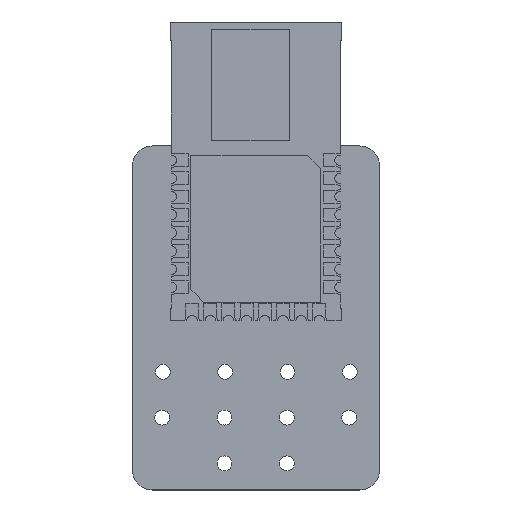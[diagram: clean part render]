
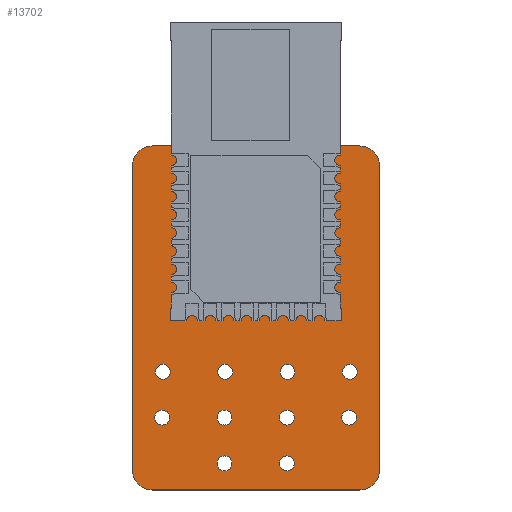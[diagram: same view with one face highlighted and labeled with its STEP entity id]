
A CAD part, top view. The second image highlights one B-rep face of the part: STEP entity #13702.
In plain terms, the highlighted planar face has unit normal (0, 0, 1).
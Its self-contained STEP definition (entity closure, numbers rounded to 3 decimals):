
#13443 = VERTEX_POINT('',#13444);
#13444 = CARTESIAN_POINT('',(64.976,-59.25,1.51));
#13450 = EDGE_CURVE('',#13443,#13451,#13453,.T.);
#13451 = VERTEX_POINT('',#13452);
#13452 = CARTESIAN_POINT('',(66.476,-60.75,1.51));
#13453 = CIRCLE('',#13454,1.5);
#13454 = AXIS2_PLACEMENT_3D('',#13455,#13456,#13457);
#13455 = CARTESIAN_POINT('',(64.976,-60.75,1.51));
#13456 = DIRECTION('',(0.,0.,-1.));
#13457 = DIRECTION('',(0.,1.,0.));
#13485 = VERTEX_POINT('',#13486);
#13486 = CARTESIAN_POINT('',(48.976,-59.25,1.51));
#13492 = EDGE_CURVE('',#13485,#13443,#13493,.T.);
#13493 = LINE('',#13494,#13495);
#13494 = CARTESIAN_POINT('',(48.976,-59.25,1.51));
#13495 = VECTOR('',#13496,1.);
#13496 = DIRECTION('',(1.,0.,0.));
#13514 = EDGE_CURVE('',#13451,#13515,#13517,.T.);
#13515 = VERTEX_POINT('',#13516);
#13516 = CARTESIAN_POINT('',(66.476,-84.25,1.51));
#13517 = LINE('',#13518,#13519);
#13518 = CARTESIAN_POINT('',(66.476,-60.75,1.51));
#13519 = VECTOR('',#13520,1.);
#13520 = DIRECTION('',(0.,-1.,0.));
#13702 = ADVANCED_FACE('',(#13703,#13749,#13760,#13771,#13782,#13793,
    #13804,#13815,#13826,#13837,#13848),#13859,.T.);
#13703 = FACE_BOUND('',#13704,.T.);
#13704 = EDGE_LOOP('',(#13705,#13706,#13707,#13716,#13724,#13733,#13741,
    #13748));
#13705 = ORIENTED_EDGE('',*,*,#13450,.F.);
#13706 = ORIENTED_EDGE('',*,*,#13492,.F.);
#13707 = ORIENTED_EDGE('',*,*,#13708,.F.);
#13708 = EDGE_CURVE('',#13709,#13485,#13711,.T.);
#13709 = VERTEX_POINT('',#13710);
#13710 = CARTESIAN_POINT('',(47.476,-60.75,1.51));
#13711 = CIRCLE('',#13712,1.5);
#13712 = AXIS2_PLACEMENT_3D('',#13713,#13714,#13715);
#13713 = CARTESIAN_POINT('',(48.976,-60.75,1.51));
#13714 = DIRECTION('',(0.,0.,-1.));
#13715 = DIRECTION('',(-1.,0.,0.));
#13716 = ORIENTED_EDGE('',*,*,#13717,.F.);
#13717 = EDGE_CURVE('',#13718,#13709,#13720,.T.);
#13718 = VERTEX_POINT('',#13719);
#13719 = CARTESIAN_POINT('',(47.476,-84.25,1.51));
#13720 = LINE('',#13721,#13722);
#13721 = CARTESIAN_POINT('',(47.476,-84.25,1.51));
#13722 = VECTOR('',#13723,1.);
#13723 = DIRECTION('',(0.,1.,0.));
#13724 = ORIENTED_EDGE('',*,*,#13725,.F.);
#13725 = EDGE_CURVE('',#13726,#13718,#13728,.T.);
#13726 = VERTEX_POINT('',#13727);
#13727 = CARTESIAN_POINT('',(48.976,-85.75,1.51));
#13728 = CIRCLE('',#13729,1.5);
#13729 = AXIS2_PLACEMENT_3D('',#13730,#13731,#13732);
#13730 = CARTESIAN_POINT('',(48.976,-84.25,1.51));
#13731 = DIRECTION('',(0.,0.,-1.));
#13732 = DIRECTION('',(0.,-1.,-0.));
#13733 = ORIENTED_EDGE('',*,*,#13734,.F.);
#13734 = EDGE_CURVE('',#13735,#13726,#13737,.T.);
#13735 = VERTEX_POINT('',#13736);
#13736 = CARTESIAN_POINT('',(64.976,-85.75,1.51));
#13737 = LINE('',#13738,#13739);
#13738 = CARTESIAN_POINT('',(64.976,-85.75,1.51));
#13739 = VECTOR('',#13740,1.);
#13740 = DIRECTION('',(-1.,0.,0.));
#13741 = ORIENTED_EDGE('',*,*,#13742,.F.);
#13742 = EDGE_CURVE('',#13515,#13735,#13743,.T.);
#13743 = CIRCLE('',#13744,1.5);
#13744 = AXIS2_PLACEMENT_3D('',#13745,#13746,#13747);
#13745 = CARTESIAN_POINT('',(64.976,-84.25,1.51));
#13746 = DIRECTION('',(0.,0.,-1.));
#13747 = DIRECTION('',(1.,0.,0.));
#13748 = ORIENTED_EDGE('',*,*,#13514,.F.);
#13749 = FACE_BOUND('',#13750,.T.);
#13750 = EDGE_LOOP('',(#13751));
#13751 = ORIENTED_EDGE('',*,*,#13752,.T.);
#13752 = EDGE_CURVE('',#13753,#13753,#13755,.T.);
#13753 = VERTEX_POINT('',#13754);
#13754 = CARTESIAN_POINT('',(54.55,-84.275,1.51));
#13755 = CIRCLE('',#13756,0.575);
#13756 = AXIS2_PLACEMENT_3D('',#13757,#13758,#13759);
#13757 = CARTESIAN_POINT('',(54.55,-83.7,1.51));
#13758 = DIRECTION('',(-0.,0.,-1.));
#13759 = DIRECTION('',(-0.,-1.,0.));
#13760 = FACE_BOUND('',#13761,.T.);
#13761 = EDGE_LOOP('',(#13762));
#13762 = ORIENTED_EDGE('',*,*,#13763,.T.);
#13763 = EDGE_CURVE('',#13764,#13764,#13766,.T.);
#13764 = VERTEX_POINT('',#13765);
#13765 = CARTESIAN_POINT('',(59.35,-84.275,1.51));
#13766 = CIRCLE('',#13767,0.575);
#13767 = AXIS2_PLACEMENT_3D('',#13768,#13769,#13770);
#13768 = CARTESIAN_POINT('',(59.35,-83.7,1.51));
#13769 = DIRECTION('',(-0.,0.,-1.));
#13770 = DIRECTION('',(0.,-1.,-0.));
#13771 = FACE_BOUND('',#13772,.T.);
#13772 = EDGE_LOOP('',(#13773));
#13773 = ORIENTED_EDGE('',*,*,#13774,.T.);
#13774 = EDGE_CURVE('',#13775,#13775,#13777,.T.);
#13775 = VERTEX_POINT('',#13776);
#13776 = CARTESIAN_POINT('',(49.752,-80.75,1.51));
#13777 = CIRCLE('',#13778,0.575);
#13778 = AXIS2_PLACEMENT_3D('',#13779,#13780,#13781);
#13779 = CARTESIAN_POINT('',(49.752,-80.175,1.51));
#13780 = DIRECTION('',(-0.,0.,-1.));
#13781 = DIRECTION('',(-0.,-1.,0.));
#13782 = FACE_BOUND('',#13783,.T.);
#13783 = EDGE_LOOP('',(#13784));
#13784 = ORIENTED_EDGE('',*,*,#13785,.T.);
#13785 = EDGE_CURVE('',#13786,#13786,#13788,.T.);
#13786 = VERTEX_POINT('',#13787);
#13787 = CARTESIAN_POINT('',(54.552,-80.75,1.51));
#13788 = CIRCLE('',#13789,0.575);
#13789 = AXIS2_PLACEMENT_3D('',#13790,#13791,#13792);
#13790 = CARTESIAN_POINT('',(54.552,-80.175,1.51));
#13791 = DIRECTION('',(-0.,0.,-1.));
#13792 = DIRECTION('',(0.,-1.,-0.));
#13793 = FACE_BOUND('',#13794,.T.);
#13794 = EDGE_LOOP('',(#13795));
#13795 = ORIENTED_EDGE('',*,*,#13796,.T.);
#13796 = EDGE_CURVE('',#13797,#13797,#13799,.T.);
#13797 = VERTEX_POINT('',#13798);
#13798 = CARTESIAN_POINT('',(49.8,-77.225,1.51));
#13799 = CIRCLE('',#13800,0.575);
#13800 = AXIS2_PLACEMENT_3D('',#13801,#13802,#13803);
#13801 = CARTESIAN_POINT('',(49.8,-76.65,1.51));
#13802 = DIRECTION('',(-0.,0.,-1.));
#13803 = DIRECTION('',(-0.,-1.,0.));
#13804 = FACE_BOUND('',#13805,.T.);
#13805 = EDGE_LOOP('',(#13806));
#13806 = ORIENTED_EDGE('',*,*,#13807,.T.);
#13807 = EDGE_CURVE('',#13808,#13808,#13810,.T.);
#13808 = VERTEX_POINT('',#13809);
#13809 = CARTESIAN_POINT('',(54.6,-77.225,1.51));
#13810 = CIRCLE('',#13811,0.575);
#13811 = AXIS2_PLACEMENT_3D('',#13812,#13813,#13814);
#13812 = CARTESIAN_POINT('',(54.6,-76.65,1.51));
#13813 = DIRECTION('',(-0.,0.,-1.));
#13814 = DIRECTION('',(0.,-1.,-0.));
#13815 = FACE_BOUND('',#13816,.T.);
#13816 = EDGE_LOOP('',(#13817));
#13817 = ORIENTED_EDGE('',*,*,#13818,.T.);
#13818 = EDGE_CURVE('',#13819,#13819,#13821,.T.);
#13819 = VERTEX_POINT('',#13820);
#13820 = CARTESIAN_POINT('',(59.352,-80.75,1.51));
#13821 = CIRCLE('',#13822,0.575);
#13822 = AXIS2_PLACEMENT_3D('',#13823,#13824,#13825);
#13823 = CARTESIAN_POINT('',(59.352,-80.175,1.51));
#13824 = DIRECTION('',(-0.,0.,-1.));
#13825 = DIRECTION('',(-0.,-1.,0.));
#13826 = FACE_BOUND('',#13827,.T.);
#13827 = EDGE_LOOP('',(#13828));
#13828 = ORIENTED_EDGE('',*,*,#13829,.T.);
#13829 = EDGE_CURVE('',#13830,#13830,#13832,.T.);
#13830 = VERTEX_POINT('',#13831);
#13831 = CARTESIAN_POINT('',(64.152,-80.75,1.51));
#13832 = CIRCLE('',#13833,0.575);
#13833 = AXIS2_PLACEMENT_3D('',#13834,#13835,#13836);
#13834 = CARTESIAN_POINT('',(64.152,-80.175,1.51));
#13835 = DIRECTION('',(-0.,0.,-1.));
#13836 = DIRECTION('',(-0.,-1.,0.));
#13837 = FACE_BOUND('',#13838,.T.);
#13838 = EDGE_LOOP('',(#13839));
#13839 = ORIENTED_EDGE('',*,*,#13840,.T.);
#13840 = EDGE_CURVE('',#13841,#13841,#13843,.T.);
#13841 = VERTEX_POINT('',#13842);
#13842 = CARTESIAN_POINT('',(59.4,-77.225,1.51));
#13843 = CIRCLE('',#13844,0.575);
#13844 = AXIS2_PLACEMENT_3D('',#13845,#13846,#13847);
#13845 = CARTESIAN_POINT('',(59.4,-76.65,1.51));
#13846 = DIRECTION('',(-0.,0.,-1.));
#13847 = DIRECTION('',(0.,-1.,0.));
#13848 = FACE_BOUND('',#13849,.T.);
#13849 = EDGE_LOOP('',(#13850));
#13850 = ORIENTED_EDGE('',*,*,#13851,.T.);
#13851 = EDGE_CURVE('',#13852,#13852,#13854,.T.);
#13852 = VERTEX_POINT('',#13853);
#13853 = CARTESIAN_POINT('',(64.2,-77.225,1.51));
#13854 = CIRCLE('',#13855,0.575);
#13855 = AXIS2_PLACEMENT_3D('',#13856,#13857,#13858);
#13856 = CARTESIAN_POINT('',(64.2,-76.65,1.51));
#13857 = DIRECTION('',(-0.,0.,-1.));
#13858 = DIRECTION('',(-0.,-1.,0.));
#13859 = PLANE('',#13860);
#13860 = AXIS2_PLACEMENT_3D('',#13861,#13862,#13863);
#13861 = CARTESIAN_POINT('',(0.,0.,1.51));
#13862 = DIRECTION('',(0.,0.,1.));
#13863 = DIRECTION('',(1.,0.,-0.));
